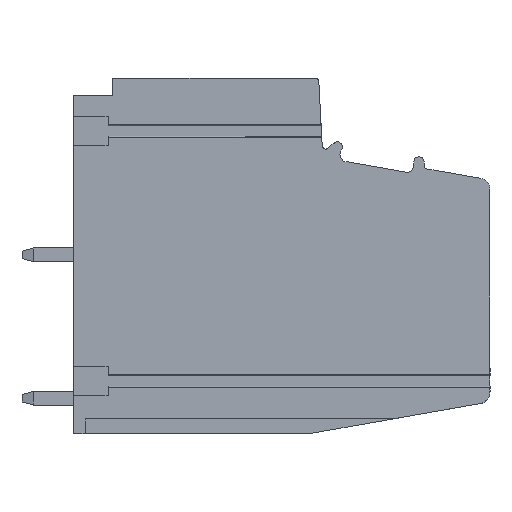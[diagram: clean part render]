
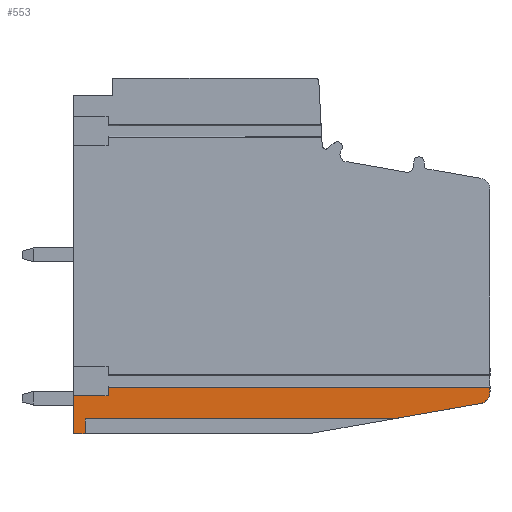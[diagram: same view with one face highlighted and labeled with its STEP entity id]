
A CAD part, front view. The second image highlights one B-rep face of the part: STEP entity #553.
In plain terms, the highlighted planar face has unit normal (0, -1, 0).
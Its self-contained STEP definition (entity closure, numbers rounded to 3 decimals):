
#553 = ADVANCED_FACE( '', ( #1177 ), #1178, .F. );
#1177 = FACE_OUTER_BOUND( '', #1871, .T. );
#1178 = PLANE( '', #1872 );
#1871 = EDGE_LOOP( '', ( #3513, #3514, #3515, #3516, #3517, #3518, #3519, #3520, #3521, #3522 ) );
#1872 = AXIS2_PLACEMENT_3D( '', #3523, #3524, #3525 );
#3513 = ORIENTED_EDGE( '', *, *, #4542, .F. );
#3514 = ORIENTED_EDGE( '', *, *, #4812, .F. );
#3515 = ORIENTED_EDGE( '', *, *, #4380, .T. );
#3516 = ORIENTED_EDGE( '', *, *, #4751, .T. );
#3517 = ORIENTED_EDGE( '', *, *, #4813, .F. );
#3518 = ORIENTED_EDGE( '', *, *, #4500, .T. );
#3519 = ORIENTED_EDGE( '', *, *, #4687, .T. );
#3520 = ORIENTED_EDGE( '', *, *, #4413, .F. );
#3521 = ORIENTED_EDGE( '', *, *, #4814, .F. );
#3522 = ORIENTED_EDGE( '', *, *, #4143, .F. );
#3523 = CARTESIAN_POINT( '', ( -19.7, 148.5, -38.8 ) );
#3524 = DIRECTION( '', ( 0., 1., 0. ) );
#3525 = DIRECTION( '', ( 0., 0., 1. ) );
#4143 = EDGE_CURVE( '', #4946, #4948, #4949, .T. );
#4380 = EDGE_CURVE( '', #5357, #5355, #5358, .T. );
#4413 = EDGE_CURVE( '', #5410, #5412, #5413, .T. );
#4500 = EDGE_CURVE( '', #5555, #5553, #5556, .F. );
#4542 = EDGE_CURVE( '', #5615, #4946, #5617, .T. );
#4687 = EDGE_CURVE( '', #5553, #5412, #5821, .F. );
#4751 = EDGE_CURVE( '', #5355, #5895, #5897, .T. );
#4812 = EDGE_CURVE( '', #5357, #5615, #5974, .T. );
#4813 = EDGE_CURVE( '', #5555, #5895, #5975, .T. );
#4814 = EDGE_CURVE( '', #4948, #5410, #5976, .T. );
#4946 = VERTEX_POINT( '', #6122 );
#4948 = VERTEX_POINT( '', #6125 );
#4949 = LINE( '', #6126, #6127 );
#5355 = VERTEX_POINT( '', #6707 );
#5357 = VERTEX_POINT( '', #6710 );
#5358 = LINE( '', #6711, #6712 );
#5410 = VERTEX_POINT( '', #6789 );
#5412 = VERTEX_POINT( '', #6791 );
#5413 = LINE( '', #6792, #6793 );
#5553 = VERTEX_POINT( '', #6988 );
#5555 = VERTEX_POINT( '', #6991 );
#5556 = LINE( '', #6992, #6993 );
#5615 = VERTEX_POINT( '', #7076 );
#5617 = LINE( '', #7079, #7080 );
#5821 = CIRCLE( '', #7400, 1. );
#5895 = VERTEX_POINT( '', #7510 );
#5897 = LINE( '', #7513, #7514 );
#5974 = LINE( '', #7629, #7630 );
#5975 = LINE( '', #7631, #7632 );
#5976 = LINE( '', #7633, #7634 );
#6122 = CARTESIAN_POINT( '', ( -16.7, 148.5, -66.5 ) );
#6125 = CARTESIAN_POINT( '', ( -16.7, 148.5, -65.789 ) );
#6126 = CARTESIAN_POINT( '', ( -16.7, 148.5, -63.7 ) );
#6127 = VECTOR( '', #7821, 1000. );
#6707 = CARTESIAN_POINT( '', ( -18.7, 148.5, -69.8 ) );
#6710 = CARTESIAN_POINT( '', ( -19.7, 148.5, -69.8 ) );
#6711 = CARTESIAN_POINT( '', ( -19.7, 148.5, -69.8 ) );
#6712 = VECTOR( '', #8071, 1000. );
#6789 = CARTESIAN_POINT( '', ( 16.6, 148.5, -65.789 ) );
#6791 = CARTESIAN_POINT( '', ( 16.6, 148.5, -66.175 ) );
#6792 = CARTESIAN_POINT( '', ( 16.6, 148.5, -38.8 ) );
#6793 = VECTOR( '', #8103, 1000. );
#6988 = CARTESIAN_POINT( '', ( 15.774, 148.5, -67.16 ) );
#6991 = CARTESIAN_POINT( '', ( 8.173, 148.5, -68.5 ) );
#6992 = CARTESIAN_POINT( '', ( 0.8, 148.5, -69.8 ) );
#6993 = VECTOR( '', #8199, 1000. );
#7076 = CARTESIAN_POINT( '', ( -19.7, 148.5, -66.5 ) );
#7079 = CARTESIAN_POINT( '', ( -19.7, 148.5, -66.5 ) );
#7080 = VECTOR( '', #8249, 1000. );
#7400 = AXIS2_PLACEMENT_3D( '', #8405, #8406, #8407 );
#7510 = CARTESIAN_POINT( '', ( -18.7, 148.5, -68.5 ) );
#7513 = CARTESIAN_POINT( '', ( -18.7, 148.5, -38.8 ) );
#7514 = VECTOR( '', #8457, 1000. );
#7629 = CARTESIAN_POINT( '', ( -19.7, 148.5, -45.27 ) );
#7630 = VECTOR( '', #8499, 1000. );
#7631 = CARTESIAN_POINT( '', ( -19.7, 148.5, -68.5 ) );
#7632 = VECTOR( '', #8500, 1000. );
#7633 = CARTESIAN_POINT( '', ( -19.7, 148.5, -65.789 ) );
#7634 = VECTOR( '', #8501, 1000. );
#7821 = DIRECTION( '', ( 0., 0., 1. ) );
#8071 = DIRECTION( '', ( 1., 0., 0. ) );
#8103 = DIRECTION( '', ( 0., 0., -1. ) );
#8199 = DIRECTION( '', ( -0.985, 0., -0.174 ) );
#8249 = DIRECTION( '', ( 1., 0., 0. ) );
#8405 = CARTESIAN_POINT( '', ( 15.6, 148.5, -66.175 ) );
#8406 = DIRECTION( '', ( 0., 1., 0. ) );
#8407 = DIRECTION( '', ( 0., 0., 1. ) );
#8457 = DIRECTION( '', ( 0., 0., 1. ) );
#8499 = DIRECTION( '', ( 0., 0., 1. ) );
#8500 = DIRECTION( '', ( -1., 0., 0. ) );
#8501 = DIRECTION( '', ( 1., 0., 0. ) );
